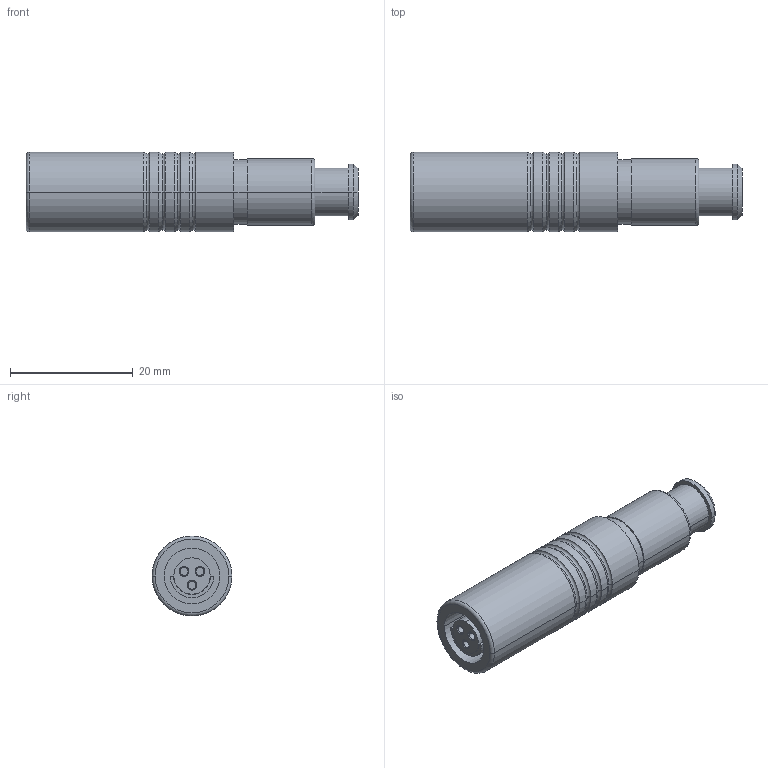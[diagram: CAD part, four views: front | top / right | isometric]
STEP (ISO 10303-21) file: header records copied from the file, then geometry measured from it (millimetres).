
FILE_DESCRIPTION((''),'2;1');
FILE_NAME('K41F1C-P03L','2021-02-05T11:27:36',('RTrager'),(''),'CREO PARAMETRIC BY PTC INC, 2018300','CREO PARAMETRIC BY PTC INC, 2018300','');
FILE_SCHEMA(('AP242_MANAGED_MODEL_BASED_3D_ENGINEERING_MIM_LF { 1 0 10303 442 1 1 4 }'));
Length unit declared in the file: millimetre
Products named in the file (1): K41F1C-P03L
Bounding box: 54 x 13 x 13 mm (x, y, z)
Volume: 4769.4 mm3; surface area: 3835.6 mm2
Topology: 1 solids, 1 shells, 109 faces, 236 edges, 144 vertices
Faces by surface type: cylinder 56, plane 22, cone 16, torus 15
Entity records: 4545 total; most frequent: CARTESIAN_POINT 655, DIRECTION 570, ORIENTED_EDGE 472, PRESENTATION_STYLE_ASSIGNMENT 290, AXIS2_PLACEMENT_3D 243, STYLED_ITEM 239, CURVE_STYLE 236, EDGE_CURVE 236
